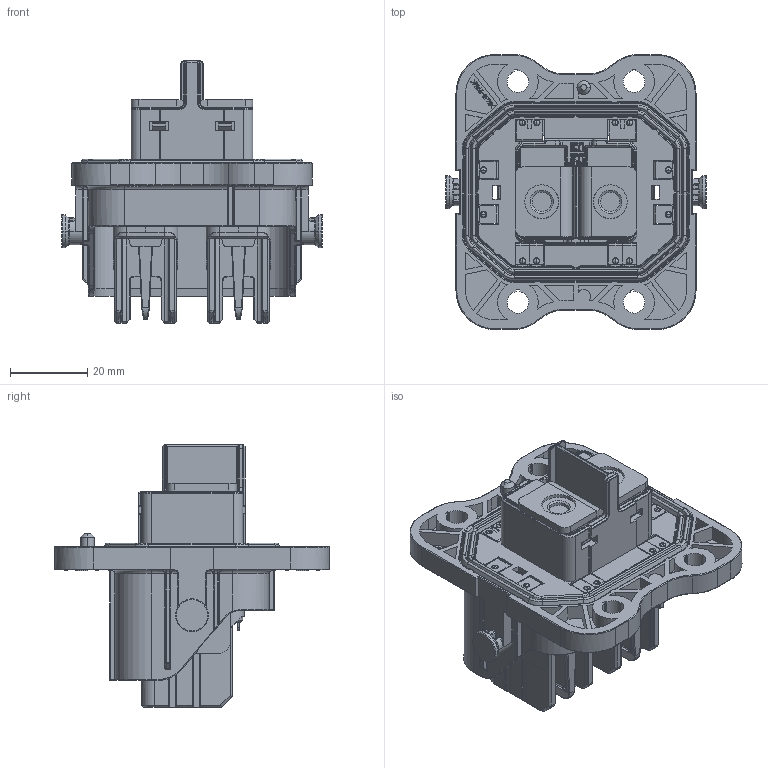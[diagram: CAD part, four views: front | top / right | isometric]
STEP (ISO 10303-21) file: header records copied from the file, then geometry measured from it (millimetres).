
FILE_DESCRIPTION (( 'STEP AP203' ), '1' );
FILE_NAME ('YGEV4-P2RA2²å×ù×é¼þ(112020106446).STEP', '2023-12-08T03:45:11', ( '' ), ( '' ), 'SwSTEP 2.0', 'SolidWorks 2018', '' );
FILE_SCHEMA (( 'CONFIG_CONTROL_DESIGN' ));
Products named in the file (1): YGEV4-P2RA2脣釱郪璃(112020106446)
Bounding box: 67.4 x 71 x 67.9 mm (x, y, z)
Volume: 52658.5 mm3; surface area: 52065.8 mm2
Topology: 3 solids, 10 shells, 5333 faces, 13789 edges, 8389 vertices
Faces by surface type: plane 2446, cylinder 1669, torus 484, bspline 387, cone 252, sphere 95
Entity records: 177626 total; most frequent: CARTESIAN_POINT 50045, ORIENTED_EDGE 27398, DIRECTION 25973, EDGE_CURVE 13699, AXIS2_PLACEMENT_3D 8735, VECTOR 8503, LINE 8503, VERTEX_POINT 8389
